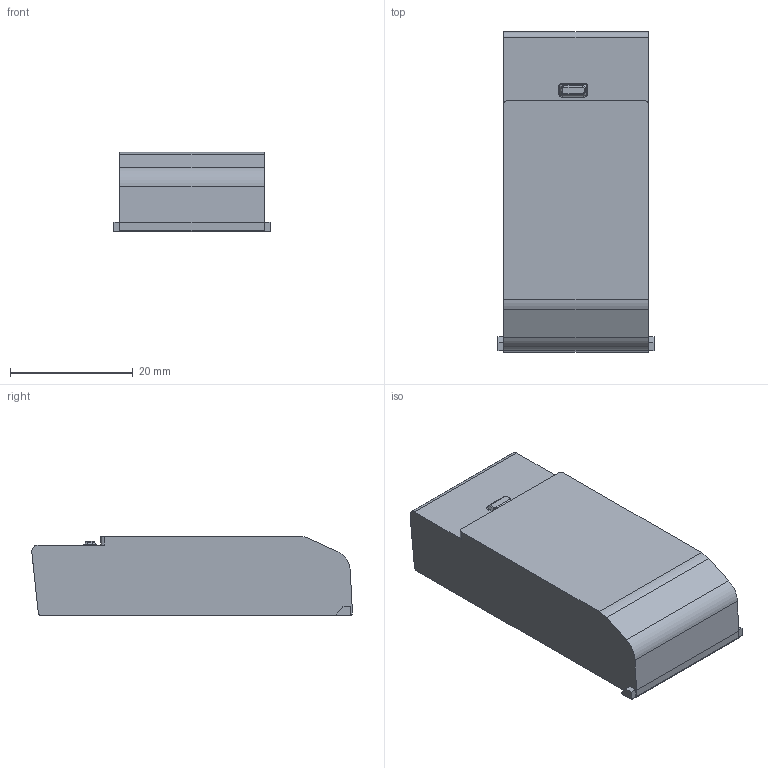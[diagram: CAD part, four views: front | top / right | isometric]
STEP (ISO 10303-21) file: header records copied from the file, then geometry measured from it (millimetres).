
FILE_DESCRIPTION((''),'2;1');
FILE_NAME('','2025-02-03T',(''),(''),'PRO/ENGINEER BY PARAMETRIC TECHNOLOGY CORPORATION, 2003250','PRO/ENGINEER BY PARAMETRIC TECHNOLOGY CORPORATION, 2003250','');
FILE_SCHEMA(('CONFIG_CONTROL_DESIGN'));
Length unit declared in the file: millimetre
Bounding box: 25.45 x 52.15 x 12.9 mm (x, y, z)
Volume: 3045.3 mm3; surface area: 5493.2 mm2
Topology: 1 solids, 1 shells, 129 faces, 328 edges, 202 vertices
Faces by surface type: plane 72, cylinder 39, bspline 16, torus 2
Entity records: 4396 total; most frequent: CARTESIAN_POINT 1351, ORIENTED_EDGE 656, DIRECTION 578, EDGE_CURVE 328, VECTOR 232, LINE 232, VERTEX_POINT 202, AXIS2_PLACEMENT_3D 173
